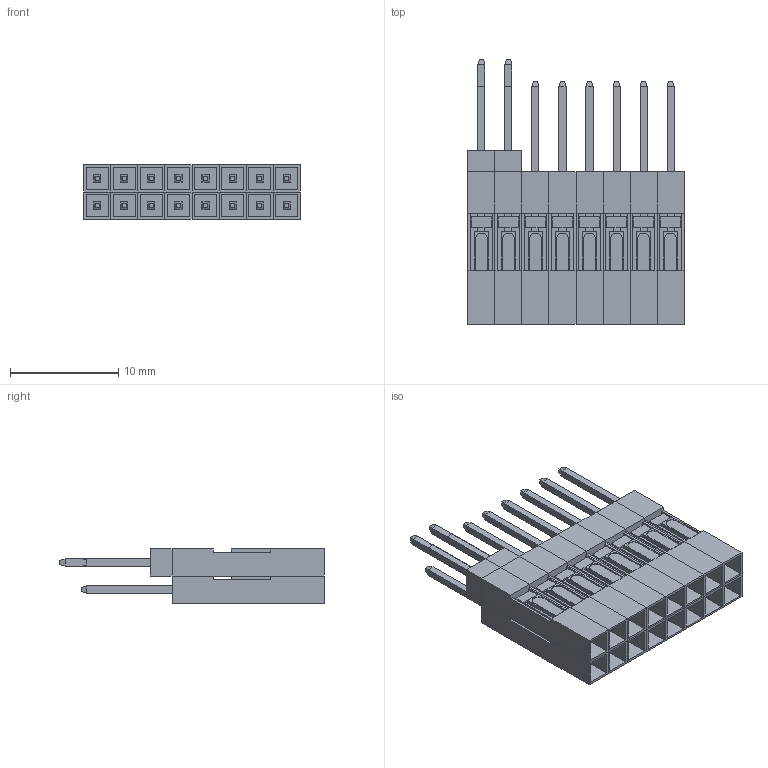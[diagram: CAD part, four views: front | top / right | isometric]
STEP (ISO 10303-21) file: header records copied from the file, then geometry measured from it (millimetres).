
FILE_DESCRIPTION(('HOOPS Exchange Step'),'2;1');
FILE_NAME('Patterned.step','2017-04-28T09:01:18+00:00',('SYSTEM'),('Unknown organisation'),'HOOPS Exchange 10.0','HOOPS Exchange','Unknown authorisation');
FILE_SCHEMA( ('AUTOMOTIVE_DESIGN { 1 0 10303 214 1 1 1 1 }') );
Length unit declared in the file: millimetre
Products named in the file (11): Socket-3; Pin-5; Socket-5; Pin-blok-header; Pin-header; Pin-blok; Pin; Header; Blok; Blok-header; Patterned
Assembly tree (51 placements, depth 3):
  Patterned
    Pin-blok-header
      Socket-3  x19
      Pin-5  x20
      Socket-5  x5
    Pin-header
    Pin-blok
    Pin
    Header
    Blok
    Blok-header
Bounding box: 20 x 24.5 x 5 mm (x, y, z)
Volume: 1209.6 mm3; surface area: 5630.3 mm2
Topology: 44 solids, 44 shells, 1128 faces, 2960 edges, 1920 vertices
Faces by surface type: plane 1109, cylinder 19
Entity records: 2610 total; most frequent: CARTESIAN_POINT 436, DIRECTION 422, ORIENTED_EDGE 344, EDGE_CURVE 172, VECTOR 162, LINE 162, AXIS2_PLACEMENT_3D 130, VERTEX_POINT 112
